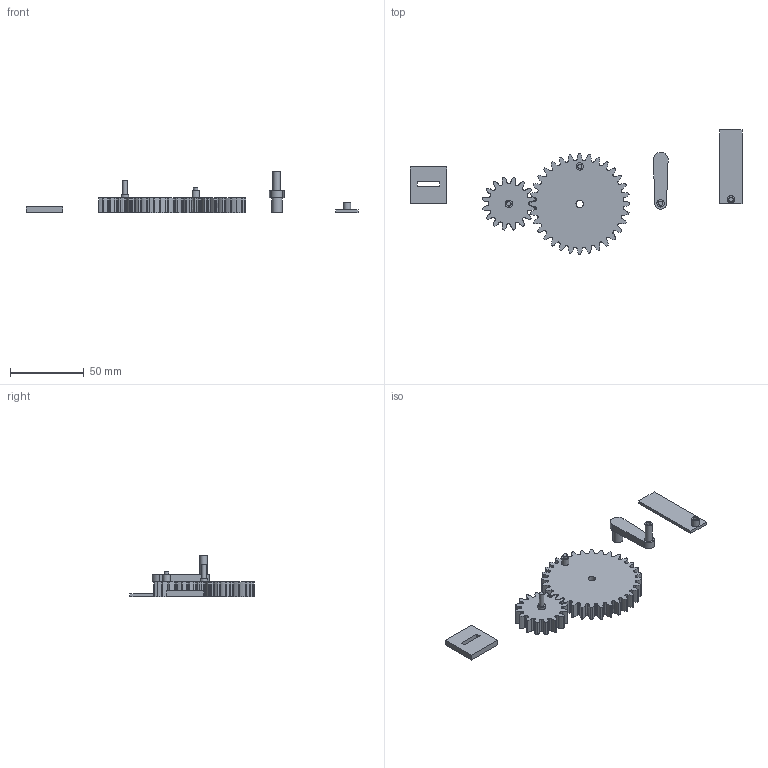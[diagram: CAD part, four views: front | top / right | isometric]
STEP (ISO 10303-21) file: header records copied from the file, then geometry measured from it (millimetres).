
FILE_DESCRIPTION(/* description */ (''),/* implementation_level */ '2;1');
FILE_NAME(/* name */ 'CRANK GEARS.step',/* time_stamp */ '2025-12-12T20:42:55+05:30',/* author */ (''),/* organization */ (''),/* preprocessor_version */ 'ST-DEVELOPER v20.1',/* originating_system */ 'Autodesk Translation Framework v14.21.0.0',/* authorisation */ '');
FILE_SCHEMA (('AUTOMOTIVE_DESIGN { 1 0 10303 214 3 1 1 }'));
Products named in the file (3): 2025-12-12-18-42-15-723; 2025-12-12-18-45-27-859; 2025-12-12-18-53-41-690
Assembly tree (2 placements, depth 2):
  2025-12-12-18-42-15-723
    2025-12-12-18-45-27-859
    2025-12-12-18-53-41-690
Bounding box: 225 x 84.07 x 28 mm (x, y, z)
Volume: 45403.1 mm3; surface area: 19521.9 mm2
Topology: 6 solids, 6 shells, 367 faces, 1041 edges, 694 vertices
Faces by surface type: bspline 160, cylinder 141, plane 66
Full cylindrical faces by diameter (mm): 3 x4, 5 x6, 7 x1
Entity records: 40484 total; most frequent: CARTESIAN_POINT 32223, ORIENTED_EDGE 2082, DIRECTION 1299, EDGE_CURVE 1041, VERTEX_POINT 694, AXIS2_PLACEMENT_3D 494, EDGE_LOOP 381, FACE_OUTER_BOUND 367
